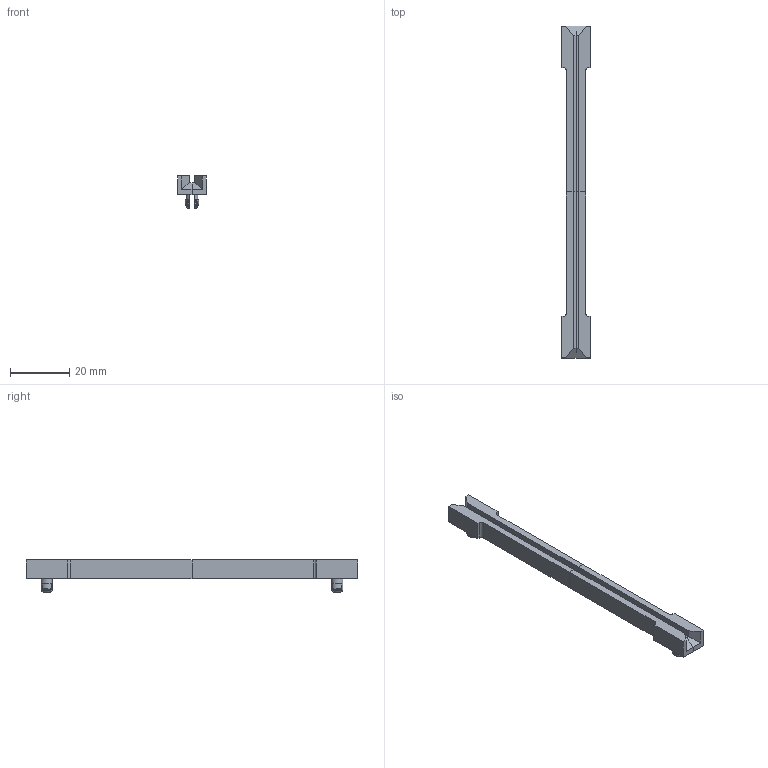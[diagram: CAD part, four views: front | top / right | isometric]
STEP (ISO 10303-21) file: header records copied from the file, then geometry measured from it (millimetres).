
FILE_DESCRIPTION(('FreeCAD Model'),'2;1');
FILE_NAME('Open CASCADE Shape Model','2023-12-17T21:21:27',(''),(''), 'Open CASCADE STEP processor 7.6','FreeCAD','Unknown');
FILE_SCHEMA(('AUTOMOTIVE_DESIGN { 1 0 10303 214 1 1 1 1 }'));
Length unit declared in the file: millimetre
Products named in the file (1): Compound
Bounding box: 9.6 x 112 x 10.9 mm (x, y, z)
Volume: 4011.1 mm3; surface area: 4981.8 mm2
Topology: 4 solids, 4 shells, 172 faces, 476 edges, 316 vertices
Faces by surface type: plane 108, cylinder 48, torus 12, cone 4
Entity records: 5811 total; most frequent: CARTESIAN_POINT 1325, ORIENTED_EDGE 952, DIRECTION 902, EDGE_CURVE 476, VERTEX_POINT 316, LINE 316, VECTOR 316, AXIS2_PLACEMENT_3D 293
